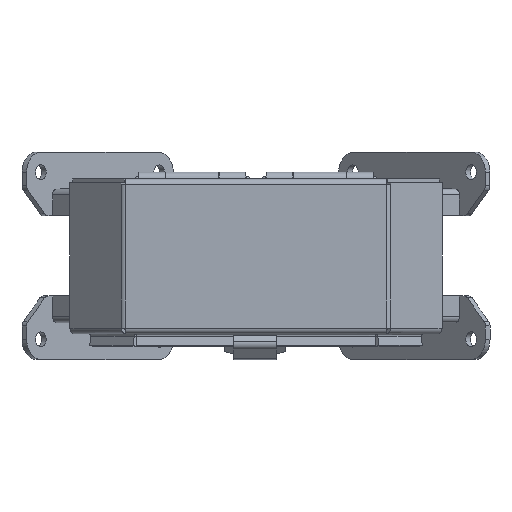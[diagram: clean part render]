
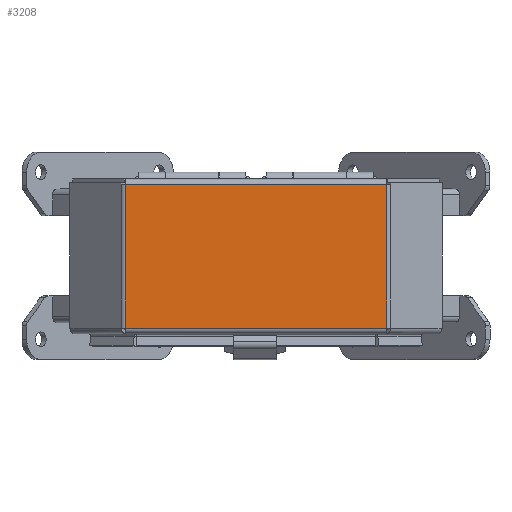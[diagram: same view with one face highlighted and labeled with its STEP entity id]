
A CAD part, top view. The second image highlights one B-rep face of the part: STEP entity #3208.
In plain terms, the highlighted planar face has unit normal (0, 0, 1).
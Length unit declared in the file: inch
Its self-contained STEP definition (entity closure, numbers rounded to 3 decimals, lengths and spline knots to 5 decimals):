
#309 = VERTEX_POINT ( 'NONE', #7011 ) ;
#498 = EDGE_CURVE ( 'NONE', #309, #3650, #2688, .T. ) ;
#1228 = EDGE_CURVE ( 'NONE', #3650, #6030, #10462, .T. ) ;
#1672 = EDGE_CURVE ( 'NONE', #6030, #11333, #8019, .T. ) ;
#1681 = CARTESIAN_POINT ( 'NONE',  ( 2.44176, 1.4365, 3.322 ) ) ;
#1841 = CARTESIAN_POINT ( 'NONE',  ( -2.4865, 1.4365, 3.322 ) ) ;
#2009 = VECTOR ( 'NONE', #10043, 39.37008 ) ;
#2688 = LINE ( 'NONE', #2740, #9263 ) ;
#2726 = LINE ( 'NONE', #6390, #2009 ) ;
#2740 = CARTESIAN_POINT ( 'NONE',  ( -2.44176, 1.4365, 3.322 ) ) ;
#3208 = ADVANCED_FACE ( 'NONE', ( #9325 ), #7294, .F. ) ;
#3650 = VERTEX_POINT ( 'NONE', #6794 ) ;
#3836 = VECTOR ( 'NONE', #8867, 39.37008 ) ;
#3914 = DIRECTION ( 'NONE',  ( 1., 0., 0. ) ) ;
#5188 = ORIENTED_EDGE ( 'NONE', *, *, #498, .F. ) ;
#5253 = ORIENTED_EDGE ( 'NONE', *, *, #1672, .F. ) ;
#5382 = VECTOR ( 'NONE', #3914, 39.37008 ) ;
#5432 = ORIENTED_EDGE ( 'NONE', *, *, #7704, .F. ) ;
#5915 = CARTESIAN_POINT ( 'NONE',  ( 2.44176, 1.3285, 3.322 ) ) ;
#6030 = VERTEX_POINT ( 'NONE', #5915 ) ;
#6345 = DIRECTION ( 'NONE',  ( 0., 0., -1. ) ) ;
#6390 = CARTESIAN_POINT ( 'NONE',  ( -2.4865, -1.3535, 3.322 ) ) ;
#6794 = CARTESIAN_POINT ( 'NONE',  ( -2.44176, 1.3285, 3.322 ) ) ;
#7011 = CARTESIAN_POINT ( 'NONE',  ( -2.44176, -1.3535, 3.322 ) ) ;
#7294 = PLANE ( 'NONE',  #9742 ) ;
#7704 = EDGE_CURVE ( 'NONE', #11333, #309, #2726, .T. ) ;
#8019 = LINE ( 'NONE', #1681, #3836 ) ;
#8191 = DIRECTION ( 'NONE',  ( 0., 1., 0. ) ) ;
#8590 = CARTESIAN_POINT ( 'NONE',  ( -2.4865, 1.3285, 3.322 ) ) ;
#8867 = DIRECTION ( 'NONE',  ( 0., -1., 0. ) ) ;
#9261 = DIRECTION ( 'NONE',  ( -1., 0., 0. ) ) ;
#9263 = VECTOR ( 'NONE', #8191, 39.37008 ) ;
#9325 = FACE_OUTER_BOUND ( 'NONE', #11643, .T. ) ;
#9629 = CARTESIAN_POINT ( 'NONE',  ( 2.44176, -1.3535, 3.322 ) ) ;
#9742 = AXIS2_PLACEMENT_3D ( 'NONE', #1841, #6345, #9261 ) ;
#10043 = DIRECTION ( 'NONE',  ( -1., 0., 0. ) ) ;
#10462 = LINE ( 'NONE', #8590, #5382 ) ;
#10930 = ORIENTED_EDGE ( 'NONE', *, *, #1228, .F. ) ;
#11333 = VERTEX_POINT ( 'NONE', #9629 ) ;
#11643 = EDGE_LOOP ( 'NONE', ( #5432, #5253, #10930, #5188 ) ) ;
